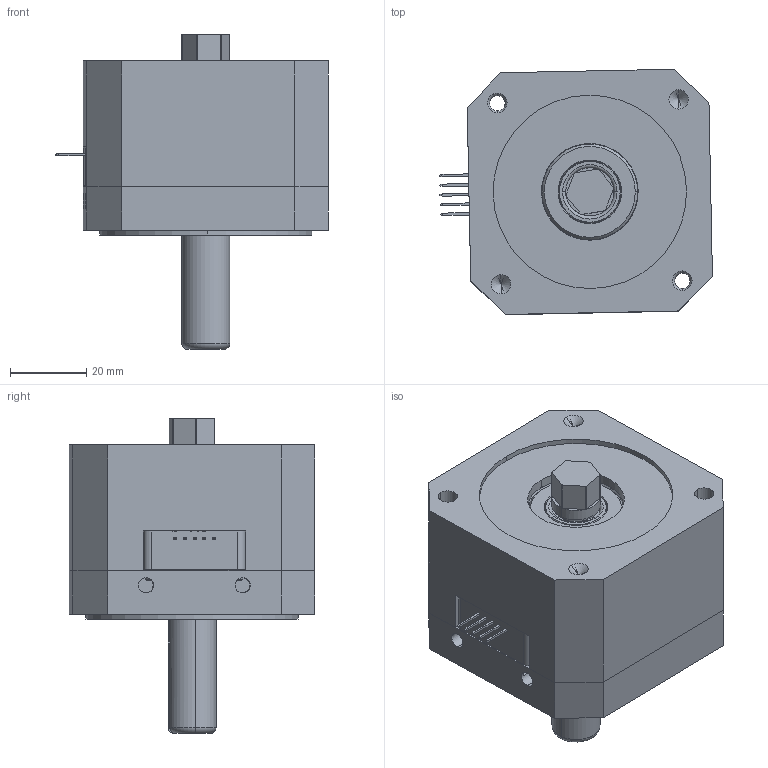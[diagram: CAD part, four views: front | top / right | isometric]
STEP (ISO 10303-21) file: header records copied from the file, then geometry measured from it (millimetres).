
FILE_DESCRIPTION (( 'STEP AP203' ), '1' );
FILE_NAME ('BB220 Encoder Assembly.STEP', '2015-01-26T20:33:16', ( '' ), ( '' ), 'SwSTEP 2.0', 'SolidWorks 2014', '' );
FILE_SCHEMA (( 'CONFIG_CONTROL_DESIGN' ));
Length unit declared in the file: inch
Products named in the file (13): HUBDISK-2-X-500-X; BB 0500 round split collar clamp; EM1-2-1024-N encoder module; BB220 Encoder Shaft Assembly; socket head cap screw_ai_HX-SHCS 0.112-40x0.5x0.5-N; BB220 encoder input plate; R8ZZ Bearing; BB220 encoder output plate; encoder output shaft; BB220 Encoder Assembly; encoder washer; 0500 thrust bearing_5909K31; encoder washer small
Assembly tree (31 placements, depth 3):
  BB220 Encoder Assembly
    EM1-2-1024-N encoder module
    socket head cap screw_ai_HX-SHCS 0.112-40x0.5x0.5-N  x2
    R8ZZ Bearing  x2
    BB220 Encoder Shaft Assembly
      encoder output shaft
      encoder washer  x7
      0500 thrust bearing_5909K31  x2
      encoder washer small  x11
      HUBDISK-2-X-500-X
      BB 0500 round split collar clamp
    BB220 encoder input plate
    BB220 encoder output plate
Bounding box: 71.67 x 64.4 x 82.66 mm (x, y, z)
Volume: 143200 mm3; surface area: 64891.7 mm2
Topology: 76 solids, 76 shells, 1981 faces, 4722 edges, 3054 vertices
Faces by surface type: plane 891, cylinder 728, cone 254, torus 65, bspline 37, sphere 6
Entity records: 52662 total; most frequent: CARTESIAN_POINT 10975, DIRECTION 8689, ORIENTED_EDGE 7922, EDGE_CURVE 3961, AXIS2_PLACEMENT_3D 3199, VERTEX_POINT 2571, LINE 2291, VECTOR 2291
